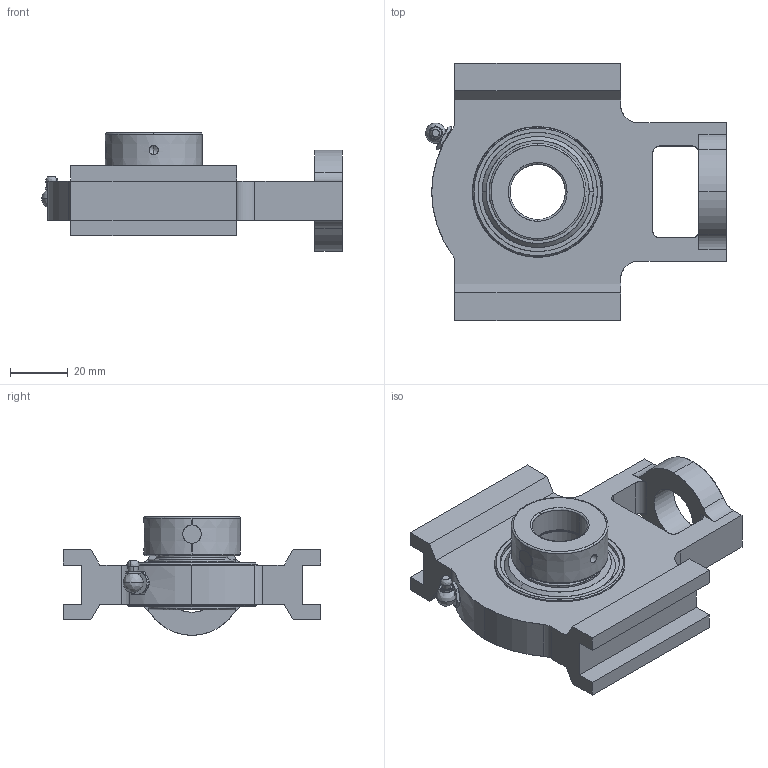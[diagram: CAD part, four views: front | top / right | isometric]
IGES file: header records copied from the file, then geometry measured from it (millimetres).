
Start section: SolidWorks IGES file using analytic representation for surfaces
Global section: file name: VTDEFAU07251142253418.igs; native system: SolidWorks 2017; preprocessor: SolidWorks 2017; author: partstream; date: 170725.114233; units: millimetre
Bounding box: 103.74 x 88.9 x 40.89 mm (x, y, z)
Surface area: 28703.6 mm2 (no closed solid volume)
Topology: 0 solids, 0 shells, 167 faces, 2923 edges, 2919 vertices
Faces by surface type: bspline 99, revolution 68
